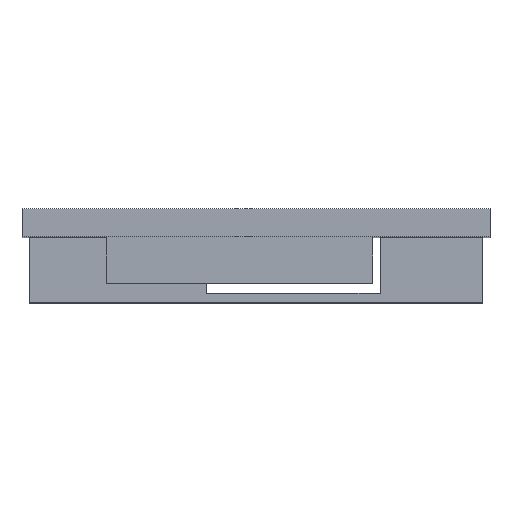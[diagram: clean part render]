
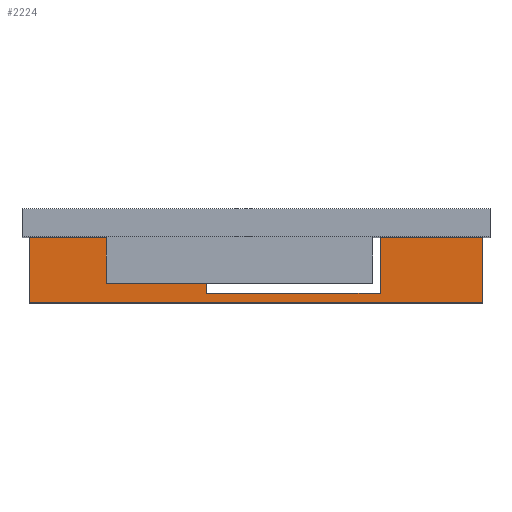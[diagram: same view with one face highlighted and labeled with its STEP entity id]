
A CAD part, top view. The second image highlights one B-rep face of the part: STEP entity #2224.
In plain terms, the highlighted face is planar.
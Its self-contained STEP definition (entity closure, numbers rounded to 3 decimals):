
#43=DIRECTION('',(-1.,0.,0.));
#44=VECTOR('',#43,3.8);
#45=CARTESIAN_POINT('',(-1.05,0.,-4.75));
#46=LINE('',#45,#44);
#95=DIRECTION('',(-1.,0.,0.));
#96=VECTOR('',#95,2.2);
#97=CARTESIAN_POINT('',(4.85,0.,-4.75));
#98=LINE('',#97,#96);
#131=DIRECTION('',(0.,1.,0.));
#132=VECTOR('',#131,1.4);
#133=CARTESIAN_POINT('',(-4.85,0.,-4.75));
#134=LINE('',#133,#132);
#143=DIRECTION('',(0.,1.,0.));
#144=VECTOR('',#143,1.2);
#145=CARTESIAN_POINT('',(-1.05,0.,-4.75));
#146=LINE('',#145,#144);
#147=DIRECTION('',(1.,0.,0.));
#148=VECTOR('',#147,3.7);
#149=CARTESIAN_POINT('',(-1.05,1.2,-4.75));
#150=LINE('',#149,#148);
#151=DIRECTION('',(0.,1.,0.));
#152=VECTOR('',#151,1.2);
#153=CARTESIAN_POINT('',(2.65,0.,-4.75));
#154=LINE('',#153,#152);
#155=DIRECTION('',(0.,1.,0.));
#156=VECTOR('',#155,1.4);
#157=CARTESIAN_POINT('',(4.85,0.,-4.75));
#158=LINE('',#157,#156);
#287=DIRECTION('',(-1.,0.,0.));
#288=VECTOR('',#287,9.7);
#289=CARTESIAN_POINT('',(4.85,1.4,-4.75));
#290=LINE('',#289,#288);
#1491=CARTESIAN_POINT('',(-4.85,1.4,-4.75));
#1493=VERTEX_POINT('',#1491);
#1497=CARTESIAN_POINT('',(4.85,1.4,-4.75));
#1498=VERTEX_POINT('',#1497);
#1499=CARTESIAN_POINT('',(-4.85,0.,-4.75));
#1500=VERTEX_POINT('',#1499);
#1505=CARTESIAN_POINT('',(4.85,0.,-4.75));
#1506=VERTEX_POINT('',#1505);
#1555=CARTESIAN_POINT('',(-1.05,0.,-4.75));
#1557=VERTEX_POINT('',#1555);
#1559=CARTESIAN_POINT('',(2.65,0.,-4.75));
#1561=VERTEX_POINT('',#1559);
#1563=CARTESIAN_POINT('',(-1.05,1.2,-4.75));
#1564=VERTEX_POINT('',#1563);
#1565=CARTESIAN_POINT('',(2.65,1.2,-4.75));
#1566=VERTEX_POINT('',#1565);
#2204=CARTESIAN_POINT('',(4.85,0.,-4.75));
#2205=DIRECTION('',(0.,0.,-1.));
#2206=DIRECTION('',(-1.,0.,0.));
#2207=AXIS2_PLACEMENT_3D('',#2204,#2205,#2206);
#2208=PLANE('',#2207);
#2210=ORIENTED_EDGE('',*,*,#2209,.T.);
#2212=ORIENTED_EDGE('',*,*,#2211,.T.);
#2214=ORIENTED_EDGE('',*,*,#2213,.F.);
#2215=ORIENTED_EDGE('',*,*,#2073,.F.);
#2217=ORIENTED_EDGE('',*,*,#2216,.T.);
#2219=ORIENTED_EDGE('',*,*,#2218,.T.);
#2220=ORIENTED_EDGE('',*,*,#2184,.F.);
#2221=ORIENTED_EDGE('',*,*,#2017,.F.);
#2222=EDGE_LOOP('',(#2210,#2212,#2214,#2215,#2217,#2219,#2220,#2221));
#2223=FACE_OUTER_BOUND('',#2222,.F.);
#2224=ADVANCED_FACE('',(#2223),#2208,.T.);
#2017=EDGE_CURVE('',#1557,#1500,#46,.T.);
#2073=EDGE_CURVE('',#1506,#1561,#98,.T.);
#2184=EDGE_CURVE('',#1500,#1493,#134,.T.);
#2209=EDGE_CURVE('',#1557,#1564,#146,.T.);
#2211=EDGE_CURVE('',#1564,#1566,#150,.T.);
#2213=EDGE_CURVE('',#1561,#1566,#154,.T.);
#2216=EDGE_CURVE('',#1506,#1498,#158,.T.);
#2218=EDGE_CURVE('',#1498,#1493,#290,.T.);
